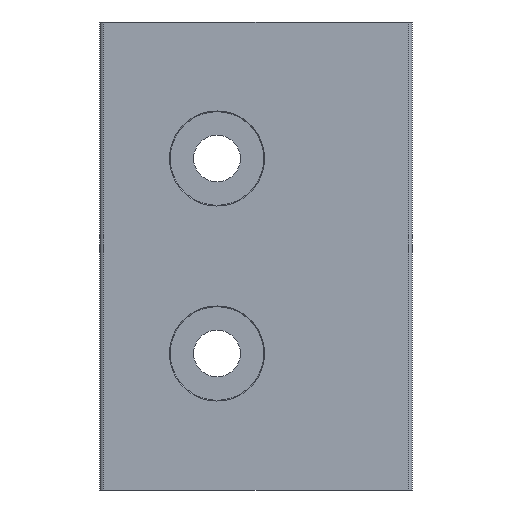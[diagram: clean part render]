
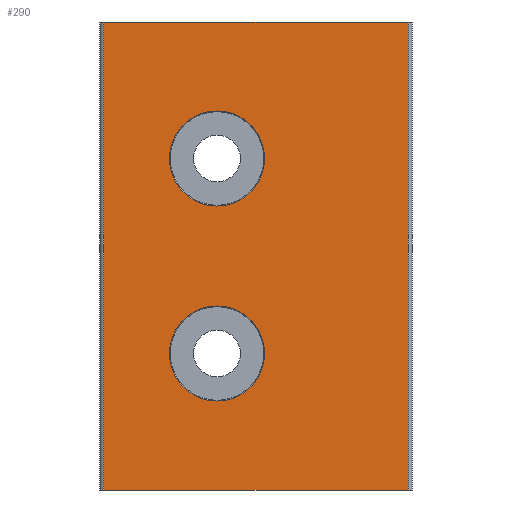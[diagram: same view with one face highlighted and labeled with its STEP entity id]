
A CAD part, front view. The second image highlights one B-rep face of the part: STEP entity #290.
In plain terms, the highlighted planar face has unit normal (0, -1, 0).
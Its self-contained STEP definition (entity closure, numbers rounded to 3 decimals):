
#23=FACE_BOUND('',#57,.T.);
#24=FACE_BOUND('',#58,.T.);
#29=PLANE('',#333);
#38=FACE_OUTER_BOUND('',#56,.T.);
#56=EDGE_LOOP('',(#211,#212,#213,#214));
#57=EDGE_LOOP('',(#215));
#58=EDGE_LOOP('',(#216));
#80=LINE('',#472,#102);
#81=LINE('',#474,#103);
#82=LINE('',#476,#104);
#83=LINE('',#477,#105);
#102=VECTOR('',#377,10.);
#103=VECTOR('',#378,10.);
#104=VECTOR('',#379,10.);
#105=VECTOR('',#380,10.);
#123=CIRCLE('',#331,6.1);
#125=CIRCLE('',#334,6.1);
#141=VERTEX_POINT('',#464);
#143=VERTEX_POINT('',#470);
#144=VERTEX_POINT('',#471);
#145=VERTEX_POINT('',#473);
#146=VERTEX_POINT('',#475);
#147=VERTEX_POINT('',#478);
#167=EDGE_CURVE('',#141,#141,#123,.T.);
#170=EDGE_CURVE('',#143,#144,#80,.T.);
#171=EDGE_CURVE('',#143,#145,#81,.T.);
#172=EDGE_CURVE('',#146,#145,#82,.T.);
#173=EDGE_CURVE('',#146,#144,#83,.T.);
#174=EDGE_CURVE('',#147,#147,#125,.T.);
#211=ORIENTED_EDGE('',*,*,#170,.F.);
#212=ORIENTED_EDGE('',*,*,#171,.T.);
#213=ORIENTED_EDGE('',*,*,#172,.F.);
#214=ORIENTED_EDGE('',*,*,#173,.T.);
#215=ORIENTED_EDGE('',*,*,#174,.F.);
#216=ORIENTED_EDGE('',*,*,#167,.F.);
#290=ADVANCED_FACE('',(#38,#23,#24),#29,.T.);
#331=AXIS2_PLACEMENT_3D('',#465,#370,#371);
#333=AXIS2_PLACEMENT_3D('',#469,#375,#376);
#334=AXIS2_PLACEMENT_3D('',#479,#381,#382);
#370=DIRECTION('center_axis',(0.,-1.,0.));
#371=DIRECTION('ref_axis',(1.,0.,0.));
#375=DIRECTION('center_axis',(0.,-1.,0.));
#376=DIRECTION('ref_axis',(0.,0.,-1.));
#377=DIRECTION('',(0.,0.,-1.));
#378=DIRECTION('',(-1.,0.,0.));
#379=DIRECTION('',(0.,0.,1.));
#380=DIRECTION('',(1.,0.,0.));
#381=DIRECTION('center_axis',(0.,-1.,0.));
#382=DIRECTION('ref_axis',(1.,0.,0.));
#464=CARTESIAN_POINT('',(8.9,0.,17.5));
#465=CARTESIAN_POINT('Origin',(15.,0.,17.5));
#469=CARTESIAN_POINT('Origin',(40.,0.,0.));
#470=CARTESIAN_POINT('',(39.5,0.,60.));
#471=CARTESIAN_POINT('',(39.5,0.,0.));
#472=CARTESIAN_POINT('',(39.5,0.,0.));
#473=CARTESIAN_POINT('',(0.5,0.,60.));
#474=CARTESIAN_POINT('',(0.,0.,60.));
#475=CARTESIAN_POINT('',(0.5,0.,0.));
#476=CARTESIAN_POINT('',(0.5,0.,0.));
#477=CARTESIAN_POINT('',(0.,0.,0.));
#478=CARTESIAN_POINT('',(8.9,0.,42.5));
#479=CARTESIAN_POINT('Origin',(15.,0.,42.5));
